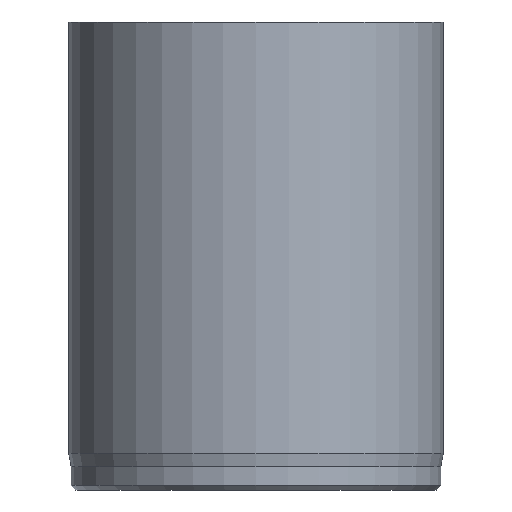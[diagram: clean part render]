
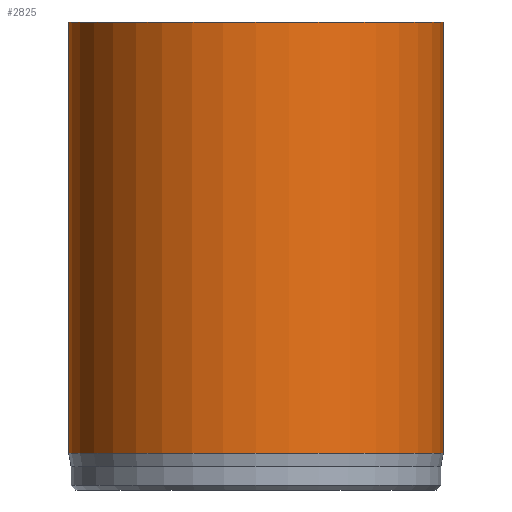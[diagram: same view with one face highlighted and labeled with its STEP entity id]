
A CAD part, front view. The second image highlights one B-rep face of the part: STEP entity #2825.
In plain terms, the highlighted cylindrical face has radius 8 mm (diameter 16 mm), a full revolution.
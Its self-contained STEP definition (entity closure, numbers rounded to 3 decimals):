
#31=CYLINDRICAL_SURFACE('',#2952,8.);
#45=CIRCLE('',#2926,8.);
#57=CIRCLE('',#2950,8.);
#58=CIRCLE('',#2951,8.);
#269=FACE_OUTER_BOUND('',#443,.T.);
#443=EDGE_LOOP('',(#2473,#2474,#2475,#2476,#2477));
#618=LINE('',#5614,#799);
#799=VECTOR('',#3247,8.);
#1272=VERTEX_POINT('',#5566);
#1284=VERTEX_POINT('',#5608);
#1285=VERTEX_POINT('',#5609);
#1669=EDGE_CURVE('',#1272,#1272,#45,.T.);
#1687=EDGE_CURVE('',#1284,#1285,#57,.T.);
#1688=EDGE_CURVE('',#1285,#1284,#58,.T.);
#1690=EDGE_CURVE('',#1272,#1284,#618,.T.);
#2473=ORIENTED_EDGE('',*,*,#1669,.T.);
#2474=ORIENTED_EDGE('',*,*,#1690,.T.);
#2475=ORIENTED_EDGE('',*,*,#1687,.T.);
#2476=ORIENTED_EDGE('',*,*,#1688,.T.);
#2477=ORIENTED_EDGE('',*,*,#1690,.F.);
#2825=ADVANCED_FACE('',(#269),#31,.T.);
#2926=AXIS2_PLACEMENT_3D('',#5567,#3186,#3187);
#2950=AXIS2_PLACEMENT_3D('',#5610,#3240,#3241);
#2951=AXIS2_PLACEMENT_3D('',#5611,#3242,#3243);
#2952=AXIS2_PLACEMENT_3D('',#5613,#3245,#3246);
#3186=DIRECTION('center_axis',(0.,0.,-1.));
#3187=DIRECTION('ref_axis',(-1.,0.,0.));
#3240=DIRECTION('center_axis',(0.,0.,1.));
#3241=DIRECTION('ref_axis',(-1.,0.,0.));
#3242=DIRECTION('center_axis',(0.,0.,1.));
#3243=DIRECTION('ref_axis',(-1.,0.,0.));
#3245=DIRECTION('center_axis',(0.,0.,1.));
#3246=DIRECTION('ref_axis',(-1.,0.,0.));
#3247=DIRECTION('',(0.,0.,-1.));
#5566=CARTESIAN_POINT('',(8.,0.,20.));
#5567=CARTESIAN_POINT('Origin',(0.,0.,20.));
#5608=CARTESIAN_POINT('',(8.,0.,1.567));
#5609=CARTESIAN_POINT('',(-8.,0.,1.567));
#5610=CARTESIAN_POINT('Origin',(0.,0.,1.567));
#5611=CARTESIAN_POINT('Origin',(0.,0.,1.567));
#5613=CARTESIAN_POINT('Origin',(0.,0.,0.));
#5614=CARTESIAN_POINT('',(8.,0.,0.));
